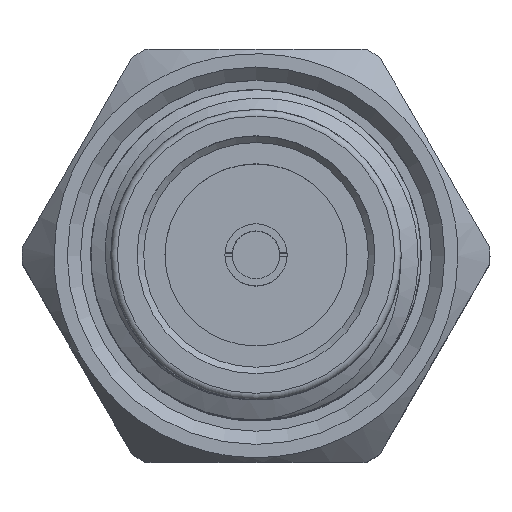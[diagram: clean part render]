
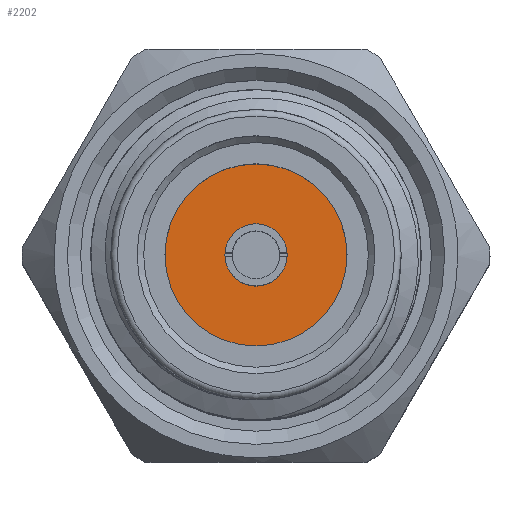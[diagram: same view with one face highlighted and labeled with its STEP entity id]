
A CAD part, top view. The second image highlights one B-rep face of the part: STEP entity #2202.
In plain terms, the highlighted planar face has unit normal (0, 0, 1).
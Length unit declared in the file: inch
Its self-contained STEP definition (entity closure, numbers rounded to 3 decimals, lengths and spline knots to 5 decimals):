
#163 = ORIENTED_EDGE ( 'NONE', *, *, #4639, .T. ) ;
#243 = DIRECTION ( 'NONE',  ( 1., 0., 0. ) ) ;
#356 = DIRECTION ( 'NONE',  ( 0., 0., 1. ) ) ;
#446 = VERTEX_POINT ( 'NONE', #627 ) ;
#627 = CARTESIAN_POINT ( 'NONE',  ( 0.0689, 0., -0.175 ) ) ;
#641 = PLANE ( 'NONE',  #2903 ) ;
#661 = CARTESIAN_POINT ( 'NONE',  ( 0.0235, 0., -0.175 ) ) ;
#812 = FACE_OUTER_BOUND ( 'NONE', #5117, .T. ) ;
#826 = ORIENTED_EDGE ( 'NONE', *, *, #3450, .F. ) ;
#1044 = CARTESIAN_POINT ( 'NONE',  ( 0., 0., -0.175 ) ) ;
#1455 = CIRCLE ( 'NONE', #3305, 0.0235 ) ;
#1526 = AXIS2_PLACEMENT_3D ( 'NONE', #5627, #356, #5220 ) ;
#1968 = DIRECTION ( 'NONE',  ( 0., 0., 1. ) ) ;
#2155 = VERTEX_POINT ( 'NONE', #661 ) ;
#2202 = ADVANCED_FACE ( 'NONE', ( #4466, #812 ), #641, .T. ) ;
#2341 = CIRCLE ( 'NONE', #1526, 0.0689 ) ;
#2807 = DIRECTION ( 'NONE',  ( 1., 0., 0. ) ) ;
#2903 = AXIS2_PLACEMENT_3D ( 'NONE', #4651, #1968, #243 ) ;
#3173 = DIRECTION ( 'NONE',  ( 0., 0., 1. ) ) ;
#3305 = AXIS2_PLACEMENT_3D ( 'NONE', #1044, #3173, #2807 ) ;
#3401 = EDGE_LOOP ( 'NONE', ( #826 ) ) ;
#3450 = EDGE_CURVE ( 'NONE', #2155, #2155, #1455, .T. ) ;
#4466 = FACE_BOUND ( 'NONE', #3401, .T. ) ;
#4639 = EDGE_CURVE ( 'NONE', #446, #446, #2341, .T. ) ;
#4651 = CARTESIAN_POINT ( 'NONE',  ( 0., 0., -0.175 ) ) ;
#5117 = EDGE_LOOP ( 'NONE', ( #163 ) ) ;
#5220 = DIRECTION ( 'NONE',  ( 1., 0., 0. ) ) ;
#5627 = CARTESIAN_POINT ( 'NONE',  ( 0., 0., -0.175 ) ) ;
